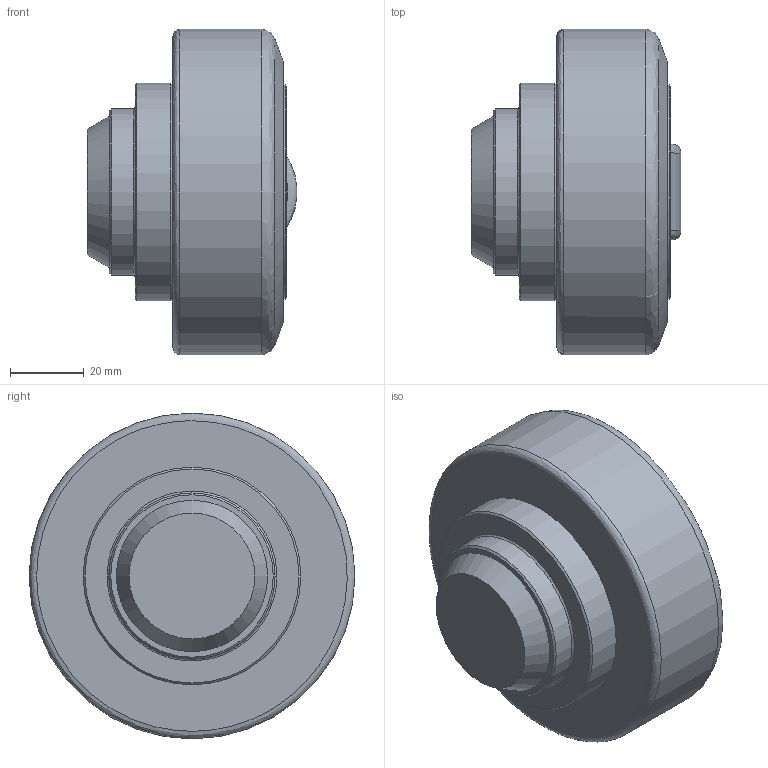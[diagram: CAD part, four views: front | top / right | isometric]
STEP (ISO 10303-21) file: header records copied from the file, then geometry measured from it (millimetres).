
FILE_DESCRIPTION (( 'STEP AP214' ), '1' );
FILE_NAME ('TR-090.0200-Rollco.step', '2023-04-28T07:33:41', ( '' ), ( '' ), 'SwSTEP 2.0', 'SolidWorks 2010', '' );
FILE_SCHEMA (( 'AUTOMOTIVE_DESIGN' ));
Length unit declared in the file: millimetre
Products named in the file (1): TR-090.0200-Rollco
Bounding box: 56.83 x 88.29 x 88.29 mm (x, y, z)
Volume: 227024.2 mm3; surface area: 24601.6 mm2
Topology: 1 solids, 1 shells, 29 faces, 60 edges, 39 vertices
Faces by surface type: plane 9, cone 6, cylinder 6, bspline 6, torus 2
Full cylindrical faces by diameter (mm): 2.5 x1, 45 x1, 58 x1, 59 x1
Entity records: 1864 total; most frequent: CARTESIAN_POINT 1344, DIRECTION 90, ORIENTED_EDGE 78, EDGE_LOOP 49, AXIS2_PLACEMENT_3D 43, EDGE_CURVE 39, FACE_OUTER_BOUND 37, VERTEX_POINT 32
